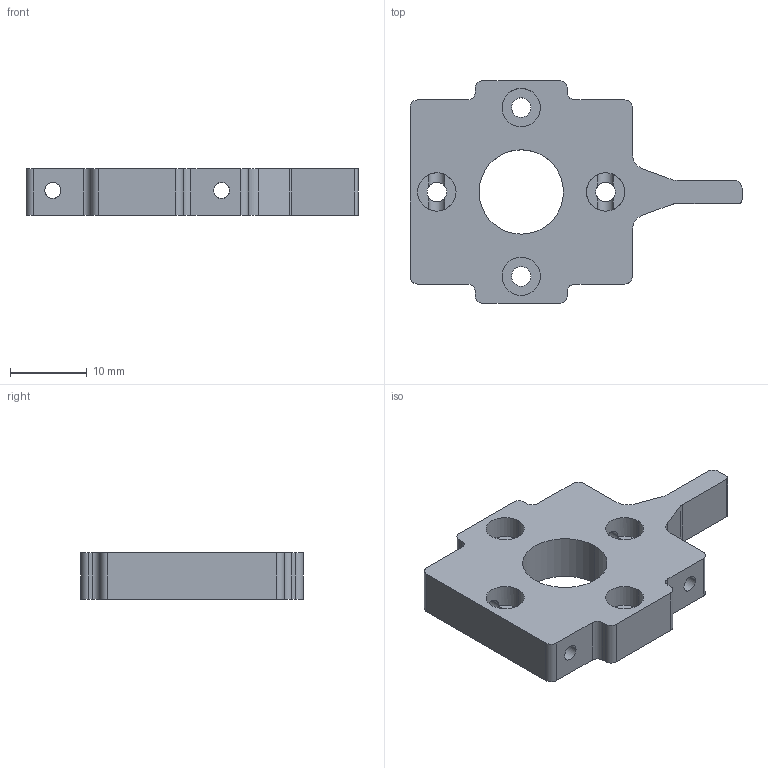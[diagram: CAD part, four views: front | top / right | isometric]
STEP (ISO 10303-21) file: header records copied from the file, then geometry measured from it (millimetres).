
FILE_DESCRIPTION (( 'STEP AP214' ), '1' );
FILE_NAME ('014_HeadYawHolde_Alu_NimbroOP_v0.1.STEP', '2012-10-07T10:44:24', ( 'schreiber' ), ( '' ), 'SwSTEP 2.0', 'SolidWorks 2012', '' );
FILE_SCHEMA (( 'AUTOMOTIVE_DESIGN' ));
Length unit declared in the file: millimetre
Products named in the file (1): 014_HeadYawHolde_Alu_NimbroOP_v0.1
Bounding box: 43.29 x 29 x 6 mm (x, y, z)
Volume: 3850.4 mm3; surface area: 2918.5 mm2
Topology: 1 solids, 1 shells, 70 faces, 210 edges, 140 vertices
Faces by surface type: cylinder 44, plane 26
Entity records: 2600 total; most frequent: CARTESIAN_POINT 581, DIRECTION 424, ORIENTED_EDGE 420, EDGE_CURVE 210, AXIS2_PLACEMENT_3D 159, VERTEX_POINT 140, VECTOR 106, LINE 106
